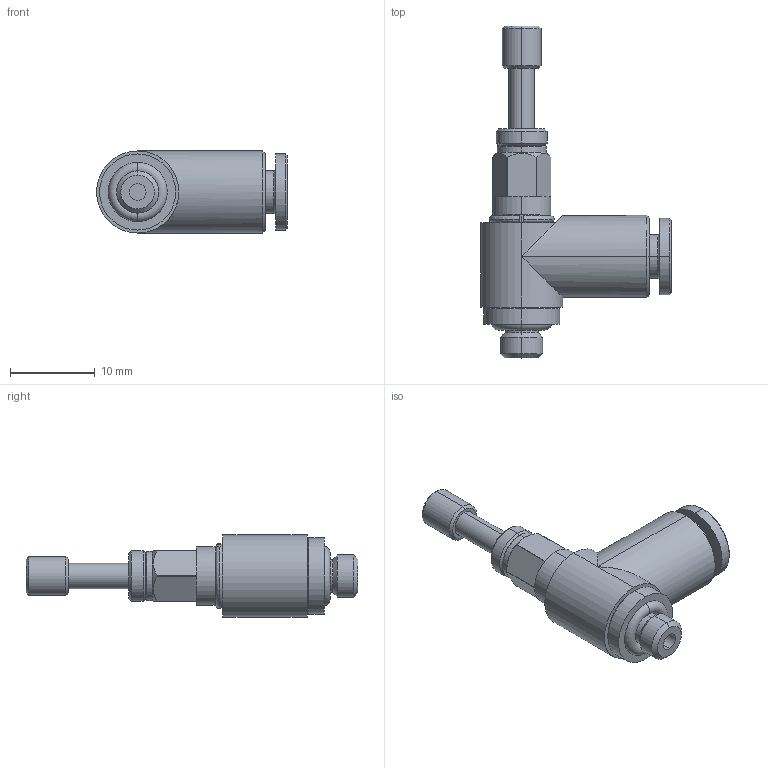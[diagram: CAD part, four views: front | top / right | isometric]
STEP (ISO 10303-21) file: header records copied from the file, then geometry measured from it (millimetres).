
FILE_DESCRIPTION (( 'STEP AP203' ), '1' );
FILE_NAME ('04260B10.STEP', '2010-04-30T15:03:35', ( '' ), ( 'sopra-pneumatic' ), 'SwSTEP 2.0', 'SolidWorks 2009', '' );
FILE_SCHEMA (( 'CONFIG_CONTROL_DESIGN' ));
Length unit declared in the file: millimetre
Products named in the file (1): 04260B10
Bounding box: 22.55 x 39.25 x 9.7 mm (x, y, z)
Volume: 2158.7 mm3; surface area: 1760.4 mm2
Topology: 2 solids, 4 shells, 104 faces, 218 edges, 134 vertices
Faces by surface type: cylinder 37, plane 35, cone 28, torus 4
Entity records: 2947 total; most frequent: CARTESIAN_POINT 591, DIRECTION 522, ORIENTED_EDGE 436, EDGE_CURVE 218, AXIS2_PLACEMENT_3D 217, VERTEX_POINT 134, EDGE_LOOP 116, CIRCLE 112
